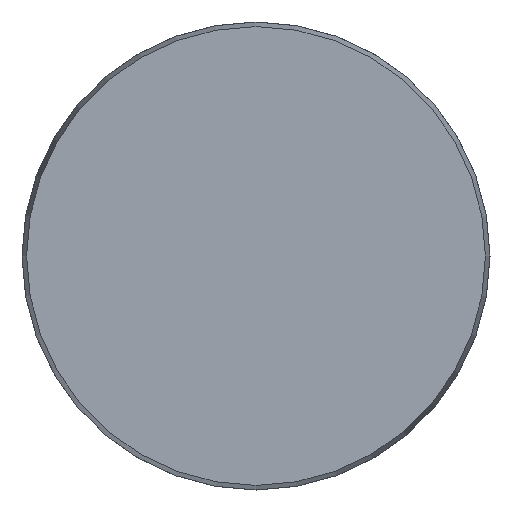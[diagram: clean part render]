
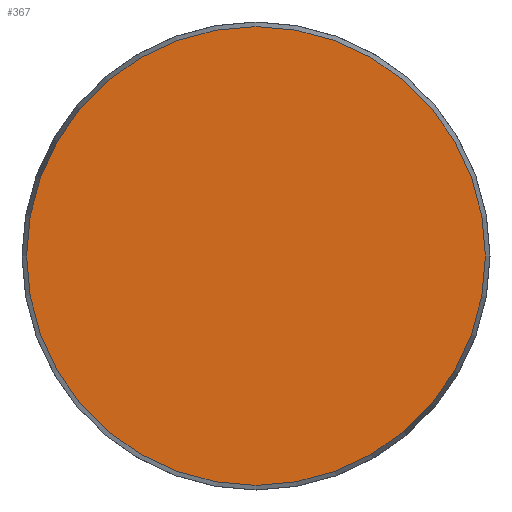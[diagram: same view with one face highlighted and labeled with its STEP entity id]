
A CAD part, front view. The second image highlights one B-rep face of the part: STEP entity #367.
In plain terms, the highlighted planar face has unit normal (0, -1, 0).
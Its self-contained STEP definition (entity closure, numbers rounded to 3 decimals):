
#9 = CARTESIAN_POINT ( 'NONE',  ( 0., 0., -28.425 ) ) ;
#15 = CARTESIAN_POINT ( 'NONE',  ( -28.425, 0., 0. ) ) ;
#45 = CIRCLE ( 'NONE', #578, 28.425 ) ;
#172 = EDGE_CURVE ( 'NONE', #503, #503, #45, .T. ) ;
#206 = DIRECTION ( 'NONE',  ( 0., 0., 1. ) ) ;
#296 = CARTESIAN_POINT ( 'NONE',  ( 0., 0., 0. ) ) ;
#328 = EDGE_LOOP ( 'NONE', ( #768 ) ) ;
#367 = ADVANCED_FACE ( 'NONE', ( #385 ), #689, .F. ) ;
#385 = FACE_OUTER_BOUND ( 'NONE', #328, .T. ) ;
#422 = AXIS2_PLACEMENT_3D ( 'NONE', #15, #678, #206 ) ;
#427 = DIRECTION ( 'NONE',  ( 0., -1., 0. ) ) ;
#503 = VERTEX_POINT ( 'NONE', #9 ) ;
#531 = DIRECTION ( 'NONE',  ( 0., 0., -1. ) ) ;
#578 = AXIS2_PLACEMENT_3D ( 'NONE', #296, #427, #531 ) ;
#678 = DIRECTION ( 'NONE',  ( 0., 1., 0. ) ) ;
#689 = PLANE ( 'NONE',  #422 ) ;
#768 = ORIENTED_EDGE ( 'NONE', *, *, #172, .T. ) ;
